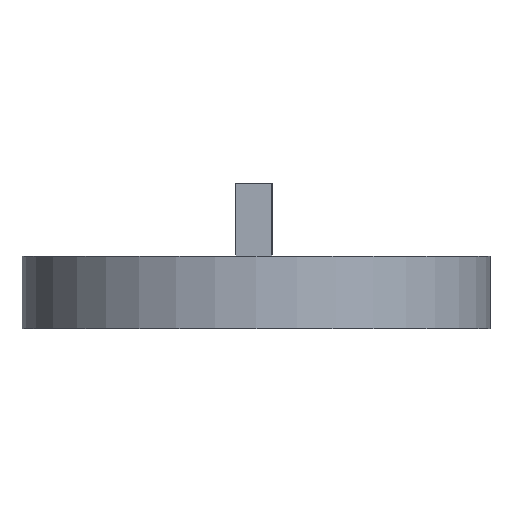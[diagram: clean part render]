
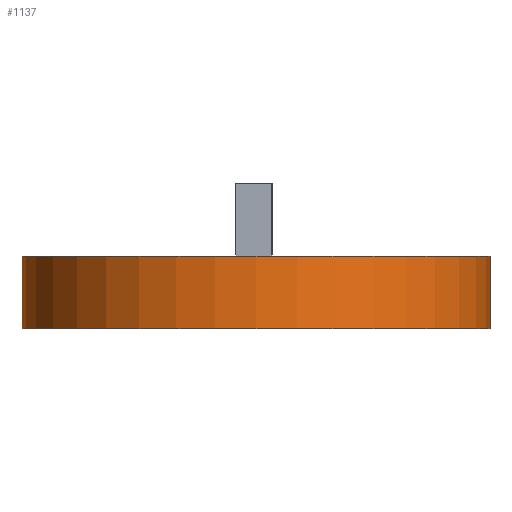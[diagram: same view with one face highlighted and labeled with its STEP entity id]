
A CAD part, front view. The second image highlights one B-rep face of the part: STEP entity #1137.
In plain terms, the highlighted cylindrical face has radius 64.501 mm (diameter 129.003 mm), a full revolution.
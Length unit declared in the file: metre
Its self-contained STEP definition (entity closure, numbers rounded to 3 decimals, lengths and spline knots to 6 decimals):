
#27=CYLINDRICAL_SURFACE('',#1240,0.064501);
#83=CIRCLE('',#1214,0.064501);
#109=CIRCLE('',#1241,0.064501);
#194=ORIENTED_EDGE('',*,*,#496,.F.);
#195=ORIENTED_EDGE('',*,*,#546,.T.);
#496=EDGE_CURVE('',#672,#672,#83,.T.);
#546=EDGE_CURVE('',#722,#722,#109,.T.);
#672=VERTEX_POINT('',#1633);
#722=VERTEX_POINT('',#1764);
#975=EDGE_LOOP('',(#194));
#976=EDGE_LOOP('',(#195));
#1047=FACE_BOUND('',#975,.T.);
#1048=FACE_BOUND('',#976,.T.);
#1137=ADVANCED_FACE('',(#1047,#1048),#27,.T.);
#1214=AXIS2_PLACEMENT_3D('',#1632,#1327,#1328);
#1240=AXIS2_PLACEMENT_3D('',#1762,#1388,#1389);
#1241=AXIS2_PLACEMENT_3D('',#1763,#1390,#1391);
#1327=DIRECTION('',(0.,0.,1.));
#1328=DIRECTION('',(1.,0.,0.));
#1388=DIRECTION('',(0.,0.,-1.));
#1389=DIRECTION('',(-1.,0.,0.));
#1390=DIRECTION('',(0.,0.,1.));
#1391=DIRECTION('',(1.,0.,0.));
#1632=CARTESIAN_POINT('',(0.,0.,0.14));
#1633=CARTESIAN_POINT('',(0.064501,0.,0.14));
#1762=CARTESIAN_POINT('',(0.,0.,0.14));
#1763=CARTESIAN_POINT('',(0.,0.,0.12));
#1764=CARTESIAN_POINT('',(0.064501,0.,0.12));
